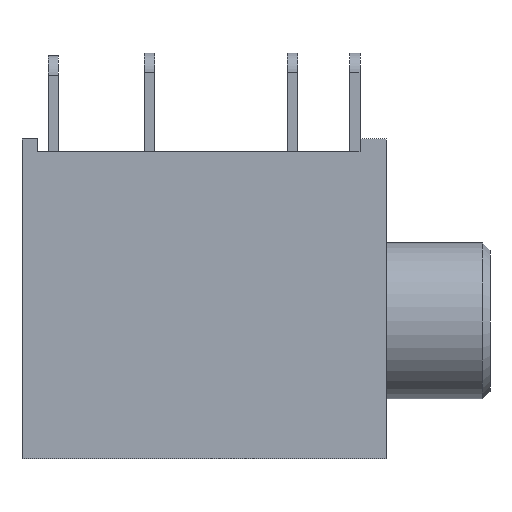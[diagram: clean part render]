
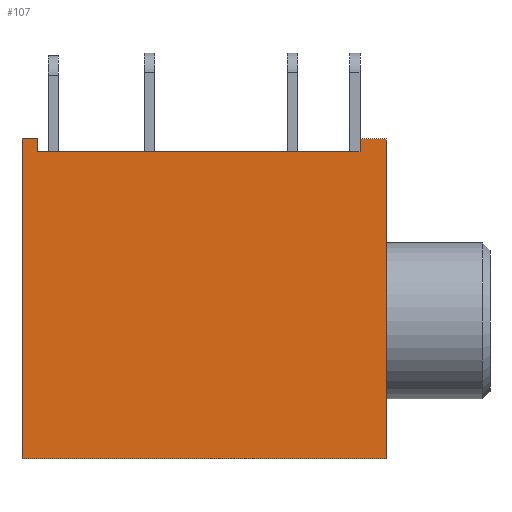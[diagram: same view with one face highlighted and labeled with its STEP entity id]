
A CAD part, front view. The second image highlights one B-rep face of the part: STEP entity #107.
In plain terms, the highlighted planar face has unit normal (0, -1, 0).
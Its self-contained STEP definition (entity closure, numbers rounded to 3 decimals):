
#107=ADVANCED_FACE('NONE',(#230),#231,.T.);
#230=FACE_OUTER_BOUND('',#369,.T.);
#231=PLANE('',#370);
#369=EDGE_LOOP('',(#609,#610,#611,#612,#613,#614,#615,#616));
#370=AXIS2_PLACEMENT_3D('',#617,#618,#619);
#609=ORIENTED_EDGE('',*,*,#869,.F.);
#610=ORIENTED_EDGE('',*,*,#897,.F.);
#611=ORIENTED_EDGE('',*,*,#898,.F.);
#612=ORIENTED_EDGE('',*,*,#881,.F.);
#613=ORIENTED_EDGE('',*,*,#890,.F.);
#614=ORIENTED_EDGE('',*,*,#886,.F.);
#615=ORIENTED_EDGE('',*,*,#877,.F.);
#616=ORIENTED_EDGE('',*,*,#874,.F.);
#617=CARTESIAN_POINT('',(-18.0,-4.9,7.0));
#618=DIRECTION('',(0.0,-1.0,0.0));
#619=DIRECTION('',(0.0,0.0,-1.0));
#869=EDGE_CURVE('NONE',#1047,#1043,#1049,.T.);
#874=EDGE_CURVE('NONE',#1043,#1057,#1058,.T.);
#877=EDGE_CURVE('NONE',#1057,#1061,#1062,.T.);
#881=EDGE_CURVE('NONE',#1067,#1068,#1069,.T.);
#886=EDGE_CURVE('NONE',#1061,#1076,#1077,.T.);
#890=EDGE_CURVE('NONE',#1076,#1067,#1082,.T.);
#897=EDGE_CURVE('NONE',#1091,#1047,#1092,.T.);
#898=EDGE_CURVE('NONE',#1068,#1091,#1093,.T.);
#1043=VERTEX_POINT('NONE',#1270);
#1047=VERTEX_POINT('NONE',#1276);
#1049=LINE('',#1279,#1280);
#1057=VERTEX_POINT('NONE',#1291);
#1058=LINE('',#1292,#1293);
#1061=VERTEX_POINT('NONE',#1297);
#1062=LINE('',#1298,#1299);
#1067=VERTEX_POINT('NONE',#1306);
#1068=VERTEX_POINT('NONE',#1307);
#1069=LINE('',#1308,#1309);
#1076=VERTEX_POINT('NONE',#1319);
#1077=LINE('',#1320,#1321);
#1082=LINE('',#1328,#1329);
#1091=VERTEX_POINT('NONE',#1342);
#1092=LINE('',#1343,#1344);
#1093=LINE('',#1345,#1346);
#1270=CARTESIAN_POINT('',(-5.0,-4.9,7.0));
#1276=CARTESIAN_POINT('',(-5.0,-4.9,6.5));
#1279=CARTESIAN_POINT('',(-5.0,-4.9,7.0));
#1280=VECTOR('',#1544,1000.0);
#1291=CARTESIAN_POINT('',(-4.0,-4.9,7.0));
#1292=CARTESIAN_POINT('',(-4.0,-4.9,7.0));
#1293=VECTOR('',#1548,1000.0);
#1297=CARTESIAN_POINT('',(-4.0,-4.9,-5.3));
#1298=CARTESIAN_POINT('',(-4.0,-4.9,-5.3));
#1299=VECTOR('',#1550,1000.0);
#1306=CARTESIAN_POINT('',(-18.0,-4.9,7.0));
#1307=CARTESIAN_POINT('',(-17.4,-4.9,7.0));
#1308=CARTESIAN_POINT('',(-4.0,-4.9,7.0));
#1309=VECTOR('',#1553,1000.0);
#1319=CARTESIAN_POINT('',(-18.0,-4.9,-5.3));
#1320=CARTESIAN_POINT('',(-4.0,-4.9,-5.3));
#1321=VECTOR('',#1557,1000.0);
#1328=CARTESIAN_POINT('',(-18.0,-4.9,7.0));
#1329=VECTOR('',#1560,1000.0);
#1342=CARTESIAN_POINT('',(-17.4,-4.9,6.5));
#1343=CARTESIAN_POINT('',(-5.0,-4.9,6.5));
#1344=VECTOR('',#1565,1000.0);
#1345=CARTESIAN_POINT('',(-17.4,-4.9,7.0));
#1346=VECTOR('',#1566,1000.0);
#1544=DIRECTION('',(-0.0,-0.0,1.0));
#1548=DIRECTION('',(1.0,-0.0,0.));
#1550=DIRECTION('',(0.,-0.0,-1.0));
#1553=DIRECTION('',(1.0,-0.0,0.));
#1557=DIRECTION('',(-1.0,0.0,0.));
#1560=DIRECTION('',(-0.0,-0.0,1.0));
#1565=DIRECTION('',(1.0,-0.0,0.));
#1566=DIRECTION('',(0.0,0.0,-1.0));
